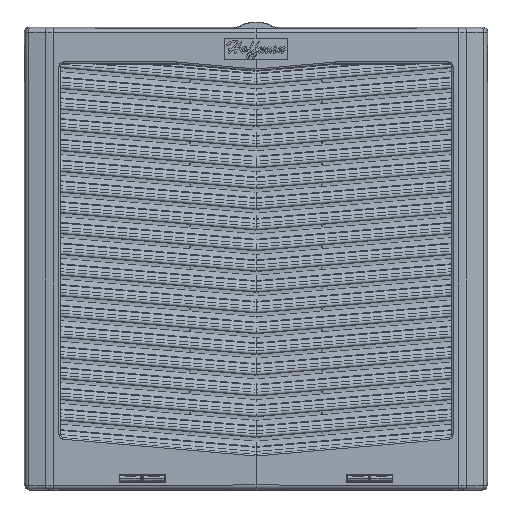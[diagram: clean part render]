
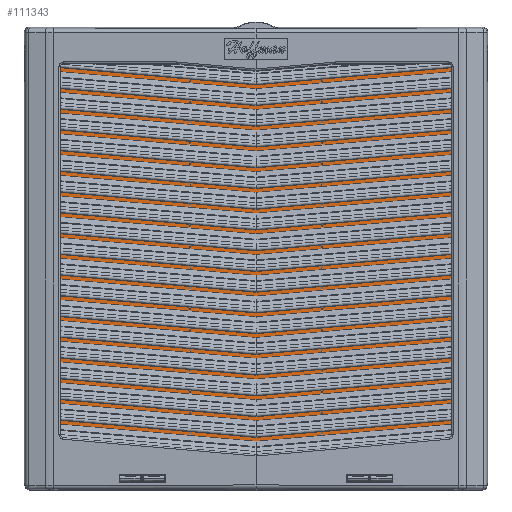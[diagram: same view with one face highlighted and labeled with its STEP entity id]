
A CAD part, top view. The second image highlights one B-rep face of the part: STEP entity #111343.
In plain terms, the highlighted planar face has unit normal (0, 0, 1).
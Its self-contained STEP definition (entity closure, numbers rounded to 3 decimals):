
#1160 = VERTEX_POINT ( 'NONE', #27537 ) ;
#1191 = CARTESIAN_POINT ( 'NONE',  ( -142.5, 142.5, 0. ) ) ;
#17720 = CARTESIAN_POINT ( 'NONE',  ( -142.5, -142.5, 0. ) ) ;
#19731 = DIRECTION ( 'NONE',  ( 0., 0., -1. ) ) ;
#19979 = AXIS2_PLACEMENT_3D ( 'NONE', #101054, #19731, #114778 ) ;
#20734 = VECTOR ( 'NONE', #169481, 1000. ) ;
#22792 = VERTEX_POINT ( 'NONE', #1191 ) ;
#27537 = CARTESIAN_POINT ( 'NONE',  ( 142.5, -142.5, 0. ) ) ;
#29191 = ORIENTED_EDGE ( 'NONE', *, *, #133343, .T. ) ;
#31076 = VECTOR ( 'NONE', #51222, 1000. ) ;
#33141 = VECTOR ( 'NONE', #84939, 1000. ) ;
#37591 = CARTESIAN_POINT ( 'NONE',  ( -142.5, -142.5, 0. ) ) ;
#43938 = CARTESIAN_POINT ( 'NONE',  ( 142.5, -142.5, 0. ) ) ;
#51222 = DIRECTION ( 'NONE',  ( 0., -1., 0. ) ) ;
#61008 = LINE ( 'NONE', #142173, #20734 ) ;
#69748 = CARTESIAN_POINT ( 'NONE',  ( 142.5, 142.5, 0. ) ) ;
#69871 = LINE ( 'NONE', #17720, #174103 ) ;
#71698 = ORIENTED_EDGE ( 'NONE', *, *, #170007, .T. ) ;
#73445 = LINE ( 'NONE', #43938, #33141 ) ;
#82524 = ORIENTED_EDGE ( 'NONE', *, *, #156484, .T. ) ;
#84939 = DIRECTION ( 'NONE',  ( 0., 1., 0. ) ) ;
#88806 = FACE_OUTER_BOUND ( 'NONE', #131291, .T. ) ;
#101054 = CARTESIAN_POINT ( 'NONE',  ( 0., 0., 0. ) ) ;
#103634 = ORIENTED_EDGE ( 'NONE', *, *, #156235, .T. ) ;
#111343 = ADVANCED_FACE ( 'NONE', ( #88806 ), #114171, .F. ) ;
#114171 = PLANE ( 'NONE',  #19979 ) ;
#114778 = DIRECTION ( 'NONE',  ( -1., 0., 0. ) ) ;
#122066 = VERTEX_POINT ( 'NONE', #137190 ) ;
#126388 = DIRECTION ( 'NONE',  ( 1., 0., 0. ) ) ;
#131291 = EDGE_LOOP ( 'NONE', ( #82524, #29191, #103634, #71698 ) ) ;
#133343 = EDGE_CURVE ( 'NONE', #166561, #22792, #61008, .T. ) ;
#137190 = CARTESIAN_POINT ( 'NONE',  ( -142.5, -142.5, 0. ) ) ;
#139497 = LINE ( 'NONE', #37591, #31076 ) ;
#142173 = CARTESIAN_POINT ( 'NONE',  ( -142.5, 142.5, 0. ) ) ;
#156235 = EDGE_CURVE ( 'NONE', #22792, #122066, #139497, .T. ) ;
#156484 = EDGE_CURVE ( 'NONE', #1160, #166561, #73445, .T. ) ;
#166561 = VERTEX_POINT ( 'NONE', #69748 ) ;
#169481 = DIRECTION ( 'NONE',  ( -1., 0., 0. ) ) ;
#170007 = EDGE_CURVE ( 'NONE', #122066, #1160, #69871, .T. ) ;
#174103 = VECTOR ( 'NONE', #126388, 1000. ) ;
